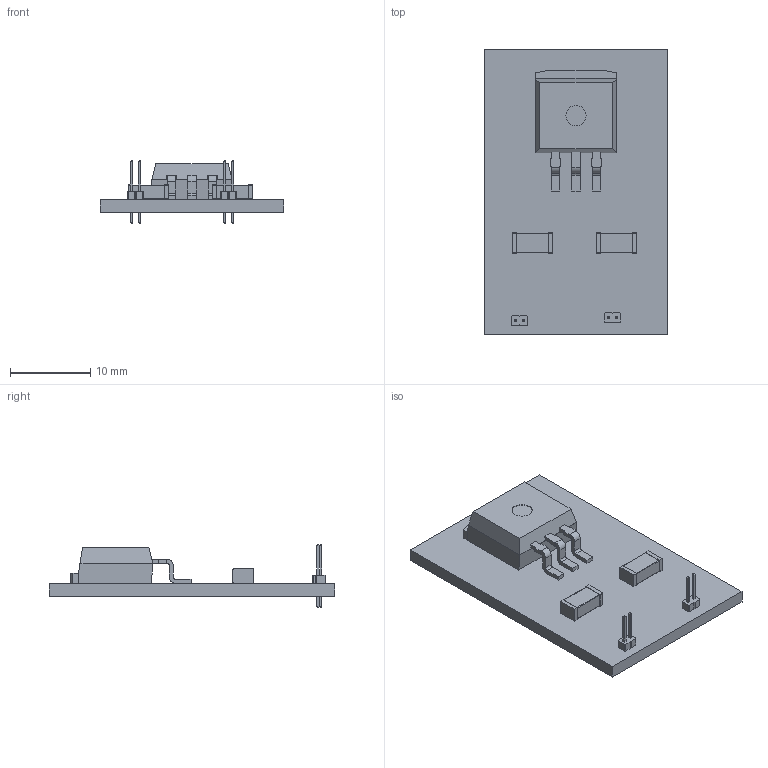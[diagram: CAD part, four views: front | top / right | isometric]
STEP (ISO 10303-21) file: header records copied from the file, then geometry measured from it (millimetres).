
FILE_DESCRIPTION(('KiCad electronic assembly'),'2;1');
FILE_NAME('Project.step','2018-11-07T12:11:01',('An Author'),( 'A Company'),'Open CASCADE STEP processor 6.8', 'KiCad to STEP converter','Unknown');
FILE_SCHEMA(('AUTOMOTIVE_DESIGN_CC2 { 1 2 10303 214 -1 1 5 4 }'));
Length unit declared in the file: millimetre
Products named in the file (8): Open CASCADE STEP translator 6.8 1; C_2010_5025Metric; SOLID; PinHeader_1x02_P1.00mm_Vertical; TO-263-3_TabPin4; COMPOUND
Assembly tree (9 placements, depth 3):
  Open CASCADE STEP translator 6.8 1
    C_2010_5025Metric  x2
      SOLID
    PinHeader_1x02_P1.00mm_Vertical  x2
      SOLID
    TO-263-3_TabPin4
      SOLID
    COMPOUND
Bounding box: 22.86 x 35.56 x 7.8 mm (x, y, z)
Volume: 1755 mm3; surface area: 2395.2 mm2
Topology: 6 solids, 6 shells, 258 faces, 654 edges, 424 vertices
Faces by surface type: plane 217, cylinder 41
Full cylindrical faces by diameter (mm): 0.5 x4, 2.5 x1
Entity records: 14963 total; most frequent: CARTESIAN_POINT 4418, DIRECTION 1689, LINE 1164, VECTOR 1164, ORIENTED_EDGE 920, PCURVE 920, DEFINITIONAL_REPRESENTATION 920, EDGE_CURVE 460
